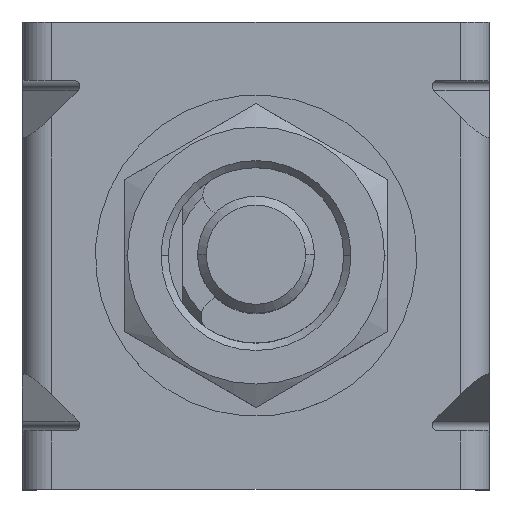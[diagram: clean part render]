
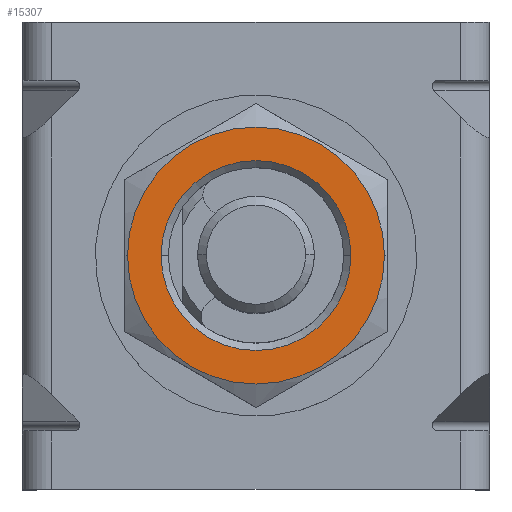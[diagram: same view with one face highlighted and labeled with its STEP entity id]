
A CAD part, top view. The second image highlights one B-rep face of the part: STEP entity #15307.
In plain terms, the highlighted planar face has unit normal (0, 0, 1).
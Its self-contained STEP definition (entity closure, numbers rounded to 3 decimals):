
#472 = DIRECTION ( 'NONE',  ( -1., 0., 0. ) ) ;
#1203 = CARTESIAN_POINT ( 'NONE',  ( 0., 0., 2. ) ) ;
#1275 = ORIENTED_EDGE ( 'NONE', *, *, #4393, .T. ) ;
#1295 = VERTEX_POINT ( 'NONE', #4461 ) ;
#1630 = PLANE ( 'NONE',  #9773 ) ;
#1636 = ORIENTED_EDGE ( 'NONE', *, *, #11535, .T. ) ;
#2553 = EDGE_CURVE ( 'NONE', #1295, #11205, #4373, .T. ) ;
#3483 = DIRECTION ( 'NONE',  ( 0., 0., -1. ) ) ;
#3887 = CARTESIAN_POINT ( 'NONE',  ( 4.4, 0., 2. ) ) ;
#4005 = VERTEX_POINT ( 'NONE', #9796 ) ;
#4121 = CARTESIAN_POINT ( 'NONE',  ( -4.5, -2.598, 2. ) ) ;
#4373 = CIRCLE ( 'NONE', #9970, 4.4 ) ;
#4393 = EDGE_CURVE ( 'NONE', #4005, #9518, #13848, .T. ) ;
#4461 = CARTESIAN_POINT ( 'NONE',  ( -4.4, 0., 2. ) ) ;
#5398 = DIRECTION ( 'NONE',  ( 0., 0., -1. ) ) ;
#5825 = CARTESIAN_POINT ( 'NONE',  ( -3.25, 0., 2. ) ) ;
#6268 = DIRECTION ( 'NONE',  ( 0., 0., -1. ) ) ;
#6366 = CARTESIAN_POINT ( 'NONE',  ( 0., 0., 2. ) ) ;
#7230 = AXIS2_PLACEMENT_3D ( 'NONE', #14656, #10931, #7267 ) ;
#7267 = DIRECTION ( 'NONE',  ( 1., 0., 0. ) ) ;
#8786 = DIRECTION ( 'NONE',  ( -1., 0., 0. ) ) ;
#9244 = AXIS2_PLACEMENT_3D ( 'NONE', #1203, #3483, #15653 ) ;
#9518 = VERTEX_POINT ( 'NONE', #5825 ) ;
#9773 = AXIS2_PLACEMENT_3D ( 'NONE', #4121, #13785, #13696 ) ;
#9796 = CARTESIAN_POINT ( 'NONE',  ( 3.25, 0., 2. ) ) ;
#9838 = EDGE_LOOP ( 'NONE', ( #1275, #1636 ) ) ;
#9970 = AXIS2_PLACEMENT_3D ( 'NONE', #15185, #5398, #472 ) ;
#10600 = ORIENTED_EDGE ( 'NONE', *, *, #14030, .F. ) ;
#10849 = FACE_BOUND ( 'NONE', #9838, .T. ) ;
#10931 = DIRECTION ( 'NONE',  ( 0., 0., -1. ) ) ;
#11085 = CIRCLE ( 'NONE', #9244, 3.25 ) ;
#11205 = VERTEX_POINT ( 'NONE', #3887 ) ;
#11374 = CIRCLE ( 'NONE', #13640, 4.4 ) ;
#11535 = EDGE_CURVE ( 'NONE', #9518, #4005, #11085, .T. ) ;
#11920 = ORIENTED_EDGE ( 'NONE', *, *, #2553, .F. ) ;
#12128 = EDGE_LOOP ( 'NONE', ( #11920, #10600 ) ) ;
#13640 = AXIS2_PLACEMENT_3D ( 'NONE', #6366, #6268, #8786 ) ;
#13696 = DIRECTION ( 'NONE',  ( -1., 0., 0. ) ) ;
#13785 = DIRECTION ( 'NONE',  ( 0., 0., -1. ) ) ;
#13848 = CIRCLE ( 'NONE', #7230, 3.25 ) ;
#14030 = EDGE_CURVE ( 'NONE', #11205, #1295, #11374, .T. ) ;
#14059 = FACE_OUTER_BOUND ( 'NONE', #12128, .T. ) ;
#14656 = CARTESIAN_POINT ( 'NONE',  ( 0., 0., 2. ) ) ;
#15185 = CARTESIAN_POINT ( 'NONE',  ( 0., 0., 2. ) ) ;
#15307 = ADVANCED_FACE ( 'NONE', ( #14059, #10849 ), #1630, .F. ) ;
#15653 = DIRECTION ( 'NONE',  ( 1., 0., 0. ) ) ;
